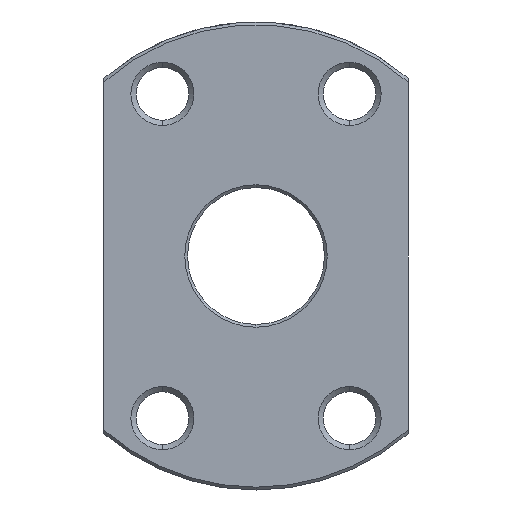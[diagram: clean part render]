
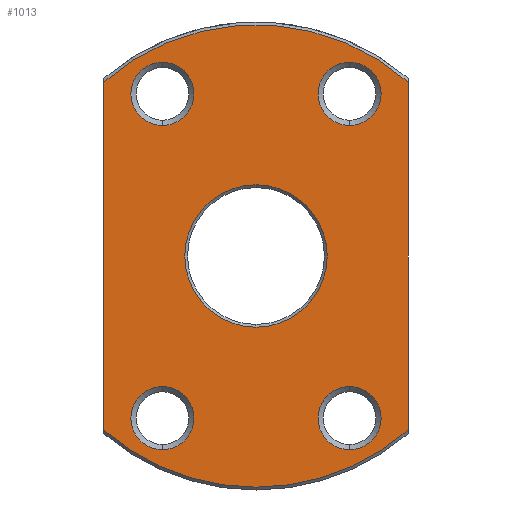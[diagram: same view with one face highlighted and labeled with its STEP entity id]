
A CAD part, left-side view. The second image highlights one B-rep face of the part: STEP entity #1013.
In plain terms, the highlighted planar face has unit normal (-1, 0, 0).
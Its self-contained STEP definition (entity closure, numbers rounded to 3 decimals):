
#10 = CIRCLE ( 'NONE', #1152, 6.084 ) ;
#19 = VERTEX_POINT ( 'NONE', #124 ) ;
#62 = FACE_BOUND ( 'NONE', #1908, .T. ) ;
#91 = CARTESIAN_POINT ( 'NONE',  ( 733.5, 8., -11.156 ) ) ;
#102 = PLANE ( 'NONE',  #376 ) ;
#104 = EDGE_CURVE ( 'NONE', #2439, #922, #789, .T. ) ;
#107 = DIRECTION ( 'NONE',  ( 1., 0., 0. ) ) ;
#118 = CARTESIAN_POINT ( 'NONE',  ( 733.5, -8., 16.556 ) ) ;
#124 = CARTESIAN_POINT ( 'NONE',  ( 733.5, 8., 16.556 ) ) ;
#129 = DIRECTION ( 'NONE',  ( 0., 0., 1. ) ) ;
#166 = ORIENTED_EDGE ( 'NONE', *, *, #403, .T. ) ;
#181 = ORIENTED_EDGE ( 'NONE', *, *, #2026, .T. ) ;
#206 = DIRECTION ( 'NONE',  ( -1., 0., 0. ) ) ;
#209 = AXIS2_PLACEMENT_3D ( 'NONE', #692, #107, #1297 ) ;
#219 = VERTEX_POINT ( 'NONE', #1051 ) ;
#225 = CARTESIAN_POINT ( 'NONE',  ( 733.5, 0., 9.881 ) ) ;
#229 = ORIENTED_EDGE ( 'NONE', *, *, #372, .T. ) ;
#235 = CIRCLE ( 'NONE', #1642, 2.7 ) ;
#236 = ORIENTED_EDGE ( 'NONE', *, *, #1799, .T. ) ;
#258 = DIRECTION ( 'NONE',  ( 1., 0., 0. ) ) ;
#265 = EDGE_CURVE ( 'NONE', #2358, #19, #2010, .T. ) ;
#305 = ORIENTED_EDGE ( 'NONE', *, *, #2131, .T. ) ;
#315 = DIRECTION ( 'NONE',  ( 1., 0., 0. ) ) ;
#317 = DIRECTION ( 'NONE',  ( 0., 0., -1. ) ) ;
#356 = DIRECTION ( 'NONE',  ( 0., 0., -1. ) ) ;
#372 = EDGE_CURVE ( 'NONE', #1720, #392, #681, .T. ) ;
#376 = AXIS2_PLACEMENT_3D ( 'NONE', #225, #429, #2188 ) ;
#392 = VERTEX_POINT ( 'NONE', #1528 ) ;
#394 = CARTESIAN_POINT ( 'NONE',  ( 733.5, 8., -13.856 ) ) ;
#403 = EDGE_CURVE ( 'NONE', #2393, #2129, #10, .T. ) ;
#410 = AXIS2_PLACEMENT_3D ( 'NONE', #469, #1039, #1063 ) ;
#411 = VERTEX_POINT ( 'NONE', #1513 ) ;
#426 = CARTESIAN_POINT ( 'NONE',  ( 733.5, -8., 13.856 ) ) ;
#429 = DIRECTION ( 'NONE',  ( -1., 0., 0. ) ) ;
#469 = CARTESIAN_POINT ( 'NONE',  ( 733.5, 8., 13.856 ) ) ;
#506 = VERTEX_POINT ( 'NONE', #1980 ) ;
#509 = VERTEX_POINT ( 'NONE', #91 ) ;
#544 = DIRECTION ( 'NONE',  ( 1., 0., 0. ) ) ;
#556 = ORIENTED_EDGE ( 'NONE', *, *, #1069, .T. ) ;
#592 = DIRECTION ( 'NONE',  ( 1., 0., 0. ) ) ;
#611 = VECTOR ( 'NONE', #1116, 1000. ) ;
#627 = DIRECTION ( 'NONE',  ( 0., 0., 1. ) ) ;
#642 = CIRCLE ( 'NONE', #2536, 2.7 ) ;
#649 = EDGE_CURVE ( 'NONE', #219, #2519, #2341, .T. ) ;
#666 = AXIS2_PLACEMENT_3D ( 'NONE', #1181, #206, #992 ) ;
#672 = DIRECTION ( 'NONE',  ( 1., 0., 0. ) ) ;
#679 = ORIENTED_EDGE ( 'NONE', *, *, #265, .T. ) ;
#681 = LINE ( 'NONE', #2449, #611 ) ;
#692 = CARTESIAN_POINT ( 'NONE',  ( 733.5, -8., -13.856 ) ) ;
#720 = CARTESIAN_POINT ( 'NONE',  ( 733.5, -8., 11.156 ) ) ;
#741 = DIRECTION ( 'NONE',  ( 0., 0., 1. ) ) ;
#746 = DIRECTION ( 'NONE',  ( 1., 0., 0. ) ) ;
#789 = CIRCLE ( 'NONE', #1770, 2.7 ) ;
#831 = CARTESIAN_POINT ( 'NONE',  ( 733.5, 13., 14.884 ) ) ;
#922 = VERTEX_POINT ( 'NONE', #720 ) ;
#935 = CARTESIAN_POINT ( 'NONE',  ( 733.5, 0., 0. ) ) ;
#954 = DIRECTION ( 'NONE',  ( 0., 0., 1. ) ) ;
#966 = EDGE_LOOP ( 'NONE', ( #236, #679 ) ) ;
#977 = CIRCLE ( 'NONE', #2247, 2.7 ) ;
#992 = DIRECTION ( 'NONE',  ( 0., 0., -1. ) ) ;
#1013 = ADVANCED_FACE ( 'NONE', ( #1044, #1266, #1852, #62, #2199, #2424 ), #102, .T. ) ;
#1039 = DIRECTION ( 'NONE',  ( 1., 0., 0. ) ) ;
#1044 = FACE_BOUND ( 'NONE', #2119, .T. ) ;
#1051 = CARTESIAN_POINT ( 'NONE',  ( 733.5, -8., -11.156 ) ) ;
#1056 = CARTESIAN_POINT ( 'NONE',  ( 733.5, 0., 6.084 ) ) ;
#1063 = DIRECTION ( 'NONE',  ( 0., 0., 1. ) ) ;
#1069 = EDGE_CURVE ( 'NONE', #506, #411, #2474, .T. ) ;
#1086 = CARTESIAN_POINT ( 'NONE',  ( 733.5, -13., 9.881 ) ) ;
#1116 = DIRECTION ( 'NONE',  ( 0., 0., -1. ) ) ;
#1119 = CARTESIAN_POINT ( 'NONE',  ( 733.5, 0., 0. ) ) ;
#1131 = DIRECTION ( 'NONE',  ( 1., 0., 0. ) ) ;
#1152 = AXIS2_PLACEMENT_3D ( 'NONE', #1488, #315, #129 ) ;
#1181 = CARTESIAN_POINT ( 'NONE',  ( 733.5, 0., 0. ) ) ;
#1265 = ORIENTED_EDGE ( 'NONE', *, *, #104, .T. ) ;
#1266 = FACE_BOUND ( 'NONE', #966, .T. ) ;
#1297 = DIRECTION ( 'NONE',  ( 0., 0., 1. ) ) ;
#1313 = AXIS2_PLACEMENT_3D ( 'NONE', #2460, #544, #2276 ) ;
#1352 = EDGE_CURVE ( 'NONE', #392, #1373, #2221, .T. ) ;
#1373 = VERTEX_POINT ( 'NONE', #1798 ) ;
#1385 = CIRCLE ( 'NONE', #1764, 19.762 ) ;
#1456 = ORIENTED_EDGE ( 'NONE', *, *, #1711, .T. ) ;
#1488 = CARTESIAN_POINT ( 'NONE',  ( 733.5, 0., 0. ) ) ;
#1513 = CARTESIAN_POINT ( 'NONE',  ( 733.5, -13., 14.884 ) ) ;
#1520 = AXIS2_PLACEMENT_3D ( 'NONE', #1755, #1131, #1958 ) ;
#1528 = CARTESIAN_POINT ( 'NONE',  ( 733.5, 13., -14.884 ) ) ;
#1579 = EDGE_LOOP ( 'NONE', ( #1946, #229, #1924, #2122, #556 ) ) ;
#1642 = AXIS2_PLACEMENT_3D ( 'NONE', #394, #746, #954 ) ;
#1711 = EDGE_CURVE ( 'NONE', #2155, #509, #642, .T. ) ;
#1720 = VERTEX_POINT ( 'NONE', #831 ) ;
#1722 = DIRECTION ( 'NONE',  ( -1., 0., 0. ) ) ;
#1755 = CARTESIAN_POINT ( 'NONE',  ( 733.5, 0., 0. ) ) ;
#1764 = AXIS2_PLACEMENT_3D ( 'NONE', #935, #1722, #356 ) ;
#1770 = AXIS2_PLACEMENT_3D ( 'NONE', #2270, #1911, #741 ) ;
#1798 = CARTESIAN_POINT ( 'NONE',  ( 733.5, 0., -19.762 ) ) ;
#1799 = EDGE_CURVE ( 'NONE', #19, #2358, #2242, .T. ) ;
#1818 = CARTESIAN_POINT ( 'NONE',  ( 733.5, 8., -16.556 ) ) ;
#1852 = FACE_BOUND ( 'NONE', #2364, .T. ) ;
#1903 = DIRECTION ( 'NONE',  ( -1., 0., 0. ) ) ;
#1908 = EDGE_LOOP ( 'NONE', ( #2208, #305 ) ) ;
#1911 = DIRECTION ( 'NONE',  ( 1., 0., 0. ) ) ;
#1924 = ORIENTED_EDGE ( 'NONE', *, *, #1352, .T. ) ;
#1946 = ORIENTED_EDGE ( 'NONE', *, *, #2470, .T. ) ;
#1958 = DIRECTION ( 'NONE',  ( 0., 0., 1. ) ) ;
#1972 = CARTESIAN_POINT ( 'NONE',  ( 733.5, 0., -6.084 ) ) ;
#1980 = CARTESIAN_POINT ( 'NONE',  ( 733.5, -13., -14.884 ) ) ;
#1983 = CARTESIAN_POINT ( 'NONE',  ( 733.5, 8., 11.156 ) ) ;
#2010 = CIRCLE ( 'NONE', #410, 2.7 ) ;
#2026 = EDGE_CURVE ( 'NONE', #509, #2155, #235, .T. ) ;
#2119 = EDGE_LOOP ( 'NONE', ( #1265, #2423 ) ) ;
#2122 = ORIENTED_EDGE ( 'NONE', *, *, #2284, .T. ) ;
#2129 = VERTEX_POINT ( 'NONE', #1056 ) ;
#2131 = EDGE_CURVE ( 'NONE', #2519, #219, #977, .T. ) ;
#2133 = CIRCLE ( 'NONE', #2510, 19.762 ) ;
#2155 = VERTEX_POINT ( 'NONE', #1818 ) ;
#2174 = DIRECTION ( 'NONE',  ( 0., 0., 1. ) ) ;
#2188 = DIRECTION ( 'NONE',  ( 0., 0., 1. ) ) ;
#2199 = FACE_OUTER_BOUND ( 'NONE', #1579, .T. ) ;
#2208 = ORIENTED_EDGE ( 'NONE', *, *, #649, .T. ) ;
#2221 = CIRCLE ( 'NONE', #666, 19.762 ) ;
#2234 = DIRECTION ( 'NONE',  ( 0., 0., 1. ) ) ;
#2236 = EDGE_CURVE ( 'NONE', #2129, #2393, #2465, .T. ) ;
#2242 = CIRCLE ( 'NONE', #1313, 2.7 ) ;
#2247 = AXIS2_PLACEMENT_3D ( 'NONE', #2383, #258, #627 ) ;
#2253 = AXIS2_PLACEMENT_3D ( 'NONE', #426, #592, #2174 ) ;
#2255 = DIRECTION ( 'NONE',  ( 0., 0., 1. ) ) ;
#2270 = CARTESIAN_POINT ( 'NONE',  ( 733.5, -8., 13.856 ) ) ;
#2276 = DIRECTION ( 'NONE',  ( 0., 0., 1. ) ) ;
#2284 = EDGE_CURVE ( 'NONE', #1373, #506, #1385, .T. ) ;
#2294 = CIRCLE ( 'NONE', #2253, 2.7 ) ;
#2331 = EDGE_CURVE ( 'NONE', #922, #2439, #2294, .T. ) ;
#2341 = CIRCLE ( 'NONE', #209, 2.7 ) ;
#2358 = VERTEX_POINT ( 'NONE', #1983 ) ;
#2364 = EDGE_LOOP ( 'NONE', ( #181, #1456 ) ) ;
#2383 = CARTESIAN_POINT ( 'NONE',  ( 733.5, -8., -13.856 ) ) ;
#2393 = VERTEX_POINT ( 'NONE', #1972 ) ;
#2423 = ORIENTED_EDGE ( 'NONE', *, *, #2331, .T. ) ;
#2424 = FACE_BOUND ( 'NONE', #2432, .T. ) ;
#2432 = EDGE_LOOP ( 'NONE', ( #2441, #166 ) ) ;
#2435 = CARTESIAN_POINT ( 'NONE',  ( 733.5, 8., -13.856 ) ) ;
#2439 = VERTEX_POINT ( 'NONE', #118 ) ;
#2441 = ORIENTED_EDGE ( 'NONE', *, *, #2236, .T. ) ;
#2449 = CARTESIAN_POINT ( 'NONE',  ( 733.5, 13., 9.881 ) ) ;
#2460 = CARTESIAN_POINT ( 'NONE',  ( 733.5, 8., 13.856 ) ) ;
#2465 = CIRCLE ( 'NONE', #1520, 6.084 ) ;
#2470 = EDGE_CURVE ( 'NONE', #411, #1720, #2133, .T. ) ;
#2474 = LINE ( 'NONE', #1086, #2518 ) ;
#2495 = CARTESIAN_POINT ( 'NONE',  ( 733.5, -8., -16.556 ) ) ;
#2510 = AXIS2_PLACEMENT_3D ( 'NONE', #1119, #1903, #317 ) ;
#2518 = VECTOR ( 'NONE', #2255, 1000. ) ;
#2519 = VERTEX_POINT ( 'NONE', #2495 ) ;
#2536 = AXIS2_PLACEMENT_3D ( 'NONE', #2435, #672, #2234 ) ;
